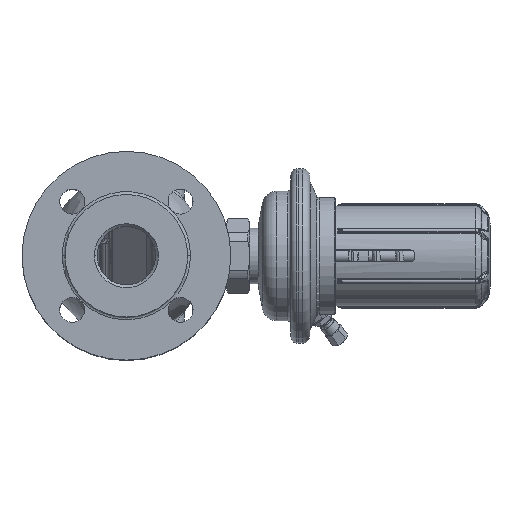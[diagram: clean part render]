
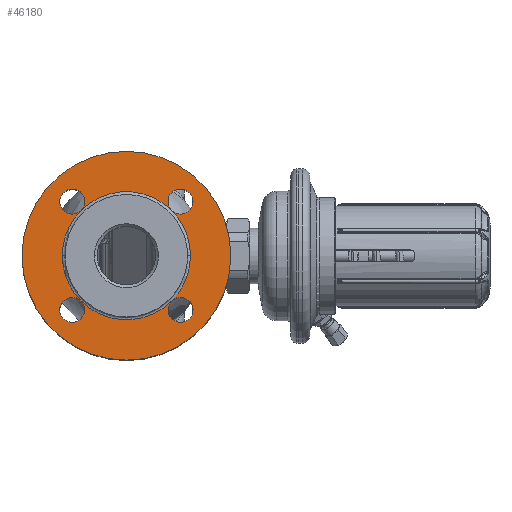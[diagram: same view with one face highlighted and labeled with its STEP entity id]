
A CAD part, top view. The second image highlights one B-rep face of the part: STEP entity #46180.
In plain terms, the highlighted planar face has unit normal (0, 0, 1).
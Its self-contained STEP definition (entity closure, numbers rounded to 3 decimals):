
#36031=CARTESIAN_POINT('',(-120.7,0.,98.));
#36032=DIRECTION('',(0.,0.,1.));
#36033=DIRECTION('',(-1.,0.,0.));
#36034=AXIS2_PLACEMENT_3D('',#36031,#36032,#36033);
#36036=CARTESIAN_POINT('',(-120.7,0.,98.));
#36037=DIRECTION('',(0.,0.,-1.));
#36038=DIRECTION('',(-1.,0.,0.));
#36039=AXIS2_PLACEMENT_3D('',#36036,#36037,#36038);
#36041=CARTESIAN_POINT('',(-81.809,38.891,
98.));
#36042=DIRECTION('',(0.,0.,-1.));
#36043=DIRECTION('',(0.,1.,0.));
#36044=AXIS2_PLACEMENT_3D('',#36041,#36042,#36043);
#36046=CARTESIAN_POINT('',(-81.809,38.891,
98.));
#36047=DIRECTION('',(0.,0.,-1.));
#36048=DIRECTION('',(-0.707,-0.707,0.));
#36049=AXIS2_PLACEMENT_3D('',#36046,#36047,#36048);
#36051=CARTESIAN_POINT('',(-159.591,38.891,
98.));
#36052=DIRECTION('',(0.,0.,-1.));
#36053=DIRECTION('',(0.,1.,0.));
#36054=AXIS2_PLACEMENT_3D('',#36051,#36052,#36053);
#36056=CARTESIAN_POINT('',(-159.591,38.891,
98.));
#36057=DIRECTION('',(0.,0.,-1.));
#36058=DIRECTION('',(0.,-1.,0.));
#36059=AXIS2_PLACEMENT_3D('',#36056,#36057,#36058);
#36061=CARTESIAN_POINT('',(-159.591,38.891,
98.));
#36062=DIRECTION('',(0.,0.,-1.));
#36063=DIRECTION('',(0.707,-0.707,0.));
#36064=AXIS2_PLACEMENT_3D('',#36061,#36062,#36063);
#36066=CARTESIAN_POINT('',(-159.591,-38.891,
98.));
#36067=DIRECTION('',(0.,0.,-1.));
#36068=DIRECTION('',(0.,1.,0.));
#36069=AXIS2_PLACEMENT_3D('',#36066,#36067,#36068);
#36071=CARTESIAN_POINT('',(-159.591,-38.891,
98.));
#36072=DIRECTION('',(0.,0.,-1.));
#36073=DIRECTION('',(0.,-1.,0.));
#36074=AXIS2_PLACEMENT_3D('',#36071,#36072,#36073);
#36076=CARTESIAN_POINT('',(-159.591,-38.891,
98.));
#36077=DIRECTION('',(0.,0.,-1.));
#36078=DIRECTION('',(0.707,0.707,0.));
#36079=AXIS2_PLACEMENT_3D('',#36076,#36077,#36078);
#36081=CARTESIAN_POINT('',(-81.809,-38.891,
98.));
#36082=DIRECTION('',(0.,0.,-1.));
#36083=DIRECTION('',(0.,-1.,0.));
#36084=AXIS2_PLACEMENT_3D('',#36081,#36082,#36083);
#36086=CARTESIAN_POINT('',(-81.809,-38.891,
98.));
#36087=DIRECTION('',(0.,0.,-1.));
#36088=DIRECTION('',(0.,1.,0.));
#36089=AXIS2_PLACEMENT_3D('',#36086,#36087,#36088);
#36091=CARTESIAN_POINT('',(-81.809,-38.891,
98.));
#36092=DIRECTION('',(0.,0.,-1.));
#36093=DIRECTION('',(-0.707,0.707,0.));
#36094=AXIS2_PLACEMENT_3D('',#36091,#36092,#36093);
#36096=CARTESIAN_POINT('',(-81.809,38.891,
98.));
#36097=DIRECTION('',(0.,0.,-1.));
#36098=DIRECTION('',(0.,-1.,0.));
#36099=AXIS2_PLACEMENT_3D('',#36096,#36097,#36098);
#36109=CARTESIAN_POINT('',(-120.7,0.,98.));
#36110=DIRECTION('',(0.,0.,-1.));
#36111=DIRECTION('',(-1.,0.,0.));
#36112=AXIS2_PLACEMENT_3D('',#36109,#36110,#36111);
#36114=CARTESIAN_POINT('',(-120.7,0.,98.));
#36115=DIRECTION('',(0.,0.,-1.));
#36116=DIRECTION('',(-0.707,0.707,0.));
#36117=AXIS2_PLACEMENT_3D('',#36114,#36115,#36116);
#36119=CARTESIAN_POINT('',(-120.7,0.,98.));
#36120=DIRECTION('',(0.,0.,-1.));
#36121=DIRECTION('',(0.707,0.707,0.));
#36122=AXIS2_PLACEMENT_3D('',#36119,#36120,#36121);
#36124=CARTESIAN_POINT('',(-120.7,0.,98.));
#36125=DIRECTION('',(0.,0.,1.));
#36126=DIRECTION('',(-1.,0.,0.));
#36127=AXIS2_PLACEMENT_3D('',#36124,#36125,#36126);
#36139=CARTESIAN_POINT('',(-120.7,0.,98.));
#36140=DIRECTION('',(0.,0.,1.));
#36141=DIRECTION('',(0.707,-0.707,0.));
#36142=AXIS2_PLACEMENT_3D('',#36139,#36140,#36141);
#36144=CARTESIAN_POINT('',(-120.7,0.,98.));
#36145=DIRECTION('',(0.,0.,1.));
#36146=DIRECTION('',(-0.707,-0.707,0.));
#36147=AXIS2_PLACEMENT_3D('',#36144,#36145,#36146);
#44002=CARTESIAN_POINT('',(-195.7,0.,98.));
#44004=VERTEX_POINT('',#44002);
#44005=CARTESIAN_POINT('',(-166.7,0.,98.));
#44007=VERTEX_POINT('',#44005);
#44044=CARTESIAN_POINT('',(-45.7,0.,98.));
#44046=VERTEX_POINT('',#44044);
#44047=CARTESIAN_POINT('',(-74.7,0.,98.));
#44049=VERTEX_POINT('',#44047);
#44615=CARTESIAN_POINT('',(-81.809,47.891,
98.));
#44616=CARTESIAN_POINT('',(-81.809,29.891,
98.));
#44617=VERTEX_POINT('',#44615);
#44618=VERTEX_POINT('',#44616);
#44619=CARTESIAN_POINT('',(-88.173,32.527,
98.));
#44620=VERTEX_POINT('',#44619);
#44621=CARTESIAN_POINT('',(-81.809,-29.891,
98.));
#44622=CARTESIAN_POINT('',(-81.809,-47.891,
98.));
#44623=VERTEX_POINT('',#44621);
#44624=VERTEX_POINT('',#44622);
#44625=CARTESIAN_POINT('',(-88.173,-32.527,
98.));
#44626=VERTEX_POINT('',#44625);
#44627=CARTESIAN_POINT('',(-159.591,-29.891,
98.));
#44628=CARTESIAN_POINT('',(-153.227,-32.527,
98.));
#44629=VERTEX_POINT('',#44627);
#44630=VERTEX_POINT('',#44628);
#44631=CARTESIAN_POINT('',(-159.591,-47.891,
98.));
#44632=VERTEX_POINT('',#44631);
#44633=CARTESIAN_POINT('',(-159.591,47.891,
98.));
#44634=CARTESIAN_POINT('',(-153.227,32.527,
98.));
#44635=VERTEX_POINT('',#44633);
#44636=VERTEX_POINT('',#44634);
#44637=CARTESIAN_POINT('',(-159.591,29.891,
98.));
#44638=VERTEX_POINT('',#44637);
#46133=CARTESIAN_POINT('',(-120.7,0.,98.));
#46134=DIRECTION('',(0.,0.,-1.));
#46135=DIRECTION('',(1.,0.,0.));
#46136=AXIS2_PLACEMENT_3D('',#46133,#46134,#46135);
#46137=PLANE('',#46136);
#46138=ORIENTED_EDGE('',*,*,#46126,.F.);
#46139=ORIENTED_EDGE('',*,*,#46115,.T.);
#46140=EDGE_LOOP('',(#46138,#46139));
#46141=FACE_OUTER_BOUND('',#46140,.F.);
#46143=ORIENTED_EDGE('',*,*,#46142,.F.);
#46145=ORIENTED_EDGE('',*,*,#46144,.F.);
#46147=ORIENTED_EDGE('',*,*,#46146,.F.);
#46149=ORIENTED_EDGE('',*,*,#46148,.F.);
#46151=ORIENTED_EDGE('',*,*,#46150,.F.);
#46153=ORIENTED_EDGE('',*,*,#46152,.F.);
#46155=ORIENTED_EDGE('',*,*,#46154,.F.);
#46157=ORIENTED_EDGE('',*,*,#46156,.T.);
#46159=ORIENTED_EDGE('',*,*,#46158,.F.);
#46161=ORIENTED_EDGE('',*,*,#46160,.F.);
#46163=ORIENTED_EDGE('',*,*,#46162,.F.);
#46165=ORIENTED_EDGE('',*,*,#46164,.T.);
#46167=ORIENTED_EDGE('',*,*,#46166,.F.);
#46169=ORIENTED_EDGE('',*,*,#46168,.F.);
#46171=ORIENTED_EDGE('',*,*,#46170,.F.);
#46173=ORIENTED_EDGE('',*,*,#46172,.T.);
#46175=ORIENTED_EDGE('',*,*,#46174,.F.);
#46177=ORIENTED_EDGE('',*,*,#46176,.F.);
#46178=EDGE_LOOP('',(#46143,#46145,#46147,#46149,#46151,#46153,#46155,#46157,
#46159,#46161,#46163,#46165,#46167,#46169,#46171,#46173,#46175,#46177));
#46179=FACE_BOUND('',#46178,.F.);
#46180=ADVANCED_FACE('',(#46141,#46179),#46137,.F.);
#36035=CIRCLE('',#36034,75.);
#36040=CIRCLE('',#36039,75.);
#36045=CIRCLE('',#36044,9.);
#36050=CIRCLE('',#36049,9.);
#36055=CIRCLE('',#36054,9.);
#36060=CIRCLE('',#36059,9.);
#36065=CIRCLE('',#36064,9.);
#36070=CIRCLE('',#36069,9.);
#36075=CIRCLE('',#36074,9.);
#36080=CIRCLE('',#36079,9.);
#36085=CIRCLE('',#36084,9.);
#36090=CIRCLE('',#36089,9.);
#36095=CIRCLE('',#36094,9.);
#36100=CIRCLE('',#36099,9.);
#36113=CIRCLE('',#36112,46.);
#36118=CIRCLE('',#36117,46.);
#36123=CIRCLE('',#36122,46.);
#36128=CIRCLE('',#36127,46.);
#36143=CIRCLE('',#36142,46.);
#36148=CIRCLE('',#36147,46.);
#46115=EDGE_CURVE('',#44004,#44046,#36040,.T.);
#46126=EDGE_CURVE('',#44004,#44046,#36035,.T.);
#46142=EDGE_CURVE('',#44617,#44618,#36045,.T.);
#46144=EDGE_CURVE('',#44620,#44617,#36050,.T.);
#46146=EDGE_CURVE('',#44636,#44620,#36118,.T.);
#46148=EDGE_CURVE('',#44635,#44636,#36055,.T.);
#46150=EDGE_CURVE('',#44638,#44635,#36060,.T.);
#46152=EDGE_CURVE('',#44636,#44638,#36065,.T.);
#46154=EDGE_CURVE('',#44007,#44636,#36113,.T.);
#46156=EDGE_CURVE('',#44007,#44630,#36128,.T.);
#46158=EDGE_CURVE('',#44629,#44630,#36070,.T.);
#46160=EDGE_CURVE('',#44632,#44629,#36075,.T.);
#46162=EDGE_CURVE('',#44630,#44632,#36080,.T.);
#46164=EDGE_CURVE('',#44630,#44626,#36148,.T.);
#46166=EDGE_CURVE('',#44624,#44626,#36085,.T.);
#46168=EDGE_CURVE('',#44623,#44624,#36090,.T.);
#46170=EDGE_CURVE('',#44626,#44623,#36095,.T.);
#46172=EDGE_CURVE('',#44626,#44049,#36143,.T.);
#46174=EDGE_CURVE('',#44620,#44049,#36123,.T.);
#46176=EDGE_CURVE('',#44618,#44620,#36100,.T.);
